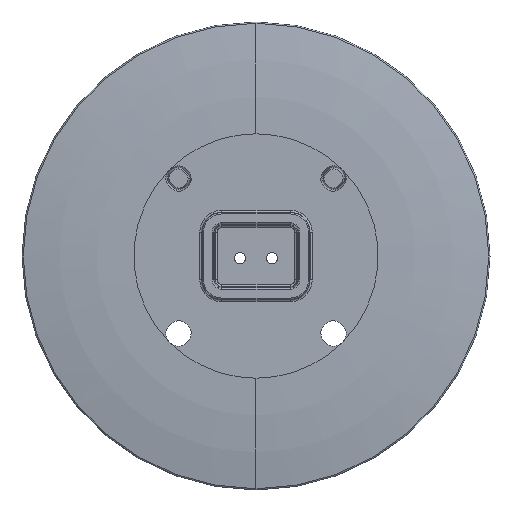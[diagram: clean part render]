
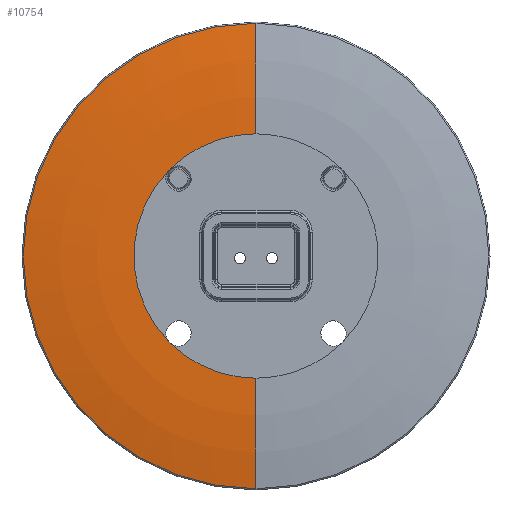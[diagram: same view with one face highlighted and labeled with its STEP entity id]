
A CAD part, front view. The second image highlights one B-rep face of the part: STEP entity #10754.
In plain terms, the highlighted toroidal (fillet/blend) face has major radius 59.664 mm and minor radius 306.636 mm.
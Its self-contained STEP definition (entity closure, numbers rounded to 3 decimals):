
#122 = AXIS2_PLACEMENT_3D ( 'NONE', #11131, #4847, #1387 ) ;
#138 = VERTEX_POINT ( 'NONE', #1464 ) ;
#414 = EDGE_CURVE ( 'NONE', #7370, #4089, #7661, .T. ) ;
#441 = CARTESIAN_POINT ( 'NONE',  ( 0., -10.027, 0. ) ) ;
#467 = EDGE_CURVE ( 'NONE', #2162, #10797, #7277, .T. ) ;
#835 = AXIS2_PLACEMENT_3D ( 'NONE', #6501, #1192, #5531 ) ;
#935 = CARTESIAN_POINT ( 'NONE',  ( -41.839, -10.027, 42.536 ) ) ;
#961 = B_SPLINE_CURVE_WITH_KNOTS ( 'NONE', 3,
 ( #10370, #1613, #8644, #7779 ),
 .UNSPECIFIED., .F., .F.,
 ( 4, 4 ),
 ( 0.006, 0.007 ),
 .UNSPECIFIED. ) ;
#1192 = DIRECTION ( 'NONE',  ( 0., -1., 0. ) ) ;
#1222 = ORIENTED_EDGE ( 'NONE', *, *, #2042, .F. ) ;
#1240 = VERTEX_POINT ( 'NONE', #2956 ) ;
#1287 = DIRECTION ( 'NONE',  ( 0., 0., 1. ) ) ;
#1372 = VERTEX_POINT ( 'NONE', #10212 ) ;
#1387 = DIRECTION ( 'NONE',  ( 0., 0., 1. ) ) ;
#1457 = CARTESIAN_POINT ( 'NONE',  ( 0., -10.027, 59.664 ) ) ;
#1464 = CARTESIAN_POINT ( 'NONE',  ( -42.536, -10.027, 41.839 ) ) ;
#1569 = CIRCLE ( 'NONE', #7261, 306.636 ) ;
#1613 = CARTESIAN_POINT ( 'NONE',  ( -42.321, -10.027, 42.091 ) ) ;
#1817 = EDGE_LOOP ( 'NONE', ( #7234, #3819, #1222, #10140, #1933, #5774, #6684, #7141, #9999 ) ) ;
#1933 = ORIENTED_EDGE ( 'NONE', *, *, #9836, .T. ) ;
#2042 = EDGE_CURVE ( 'NONE', #11157, #1372, #5570, .T. ) ;
#2043 = CARTESIAN_POINT ( 'NONE',  ( -41.839, -10.027, -42.536 ) ) ;
#2162 = VERTEX_POINT ( 'NONE', #935 ) ;
#2218 = CARTESIAN_POINT ( 'NONE',  ( -42.536, -10.027, -41.839 ) ) ;
#2504 = EDGE_CURVE ( 'NONE', #10797, #3445, #1569, .T. ) ;
#2956 = CARTESIAN_POINT ( 'NONE',  ( 0., -10.027, -59.664 ) ) ;
#3088 = CARTESIAN_POINT ( 'NONE',  ( -42.084, -10.027, -42.319 ) ) ;
#3237 = DIRECTION ( 'NONE',  ( 0., 1., 0. ) ) ;
#3238 = AXIS2_PLACEMENT_3D ( 'NONE', #441, #8238, #3959 ) ;
#3372 = CARTESIAN_POINT ( 'NONE',  ( 0., -5.241, -113.629 ) ) ;
#3445 = VERTEX_POINT ( 'NONE', #6390 ) ;
#3641 = CARTESIAN_POINT ( 'NONE',  ( 0., -5.241, 0. ) ) ;
#3803 = AXIS2_PLACEMENT_3D ( 'NONE', #4907, #7570, #5898 ) ;
#3819 = ORIENTED_EDGE ( 'NONE', *, *, #4636, .T. ) ;
#3925 = CARTESIAN_POINT ( 'NONE',  ( 0., 296.609, 0. ) ) ;
#3959 = DIRECTION ( 'NONE',  ( 0., 0., 1. ) ) ;
#4018 = CARTESIAN_POINT ( 'NONE',  ( -42.536, -10.027, -41.839 ) ) ;
#4089 = VERTEX_POINT ( 'NONE', #3372 ) ;
#4558 = DIRECTION ( 'NONE',  ( 0., -1., 0. ) ) ;
#4636 = EDGE_CURVE ( 'NONE', #1240, #1372, #8975, .T. ) ;
#4816 = CARTESIAN_POINT ( 'NONE',  ( -41.963, -10.027, -42.43 ) ) ;
#4847 = DIRECTION ( 'NONE',  ( 0., 1., 0. ) ) ;
#4907 = CARTESIAN_POINT ( 'NONE',  ( 0., 296.609, -59.664 ) ) ;
#5356 = CARTESIAN_POINT ( 'NONE',  ( 0., -10.027, 0. ) ) ;
#5531 = DIRECTION ( 'NONE',  ( -1., 0., 0. ) ) ;
#5570 = B_SPLINE_CURVE_WITH_KNOTS ( 'NONE', 3,
 ( #2218, #5691, #9194, #3088, #4816, #2043 ),
 .UNSPECIFIED., .F., .F.,
 ( 4, 2, 4 ),
 ( 0.038, 0.039, 0.039 ),
 .UNSPECIFIED. ) ;
#5610 = EDGE_CURVE ( 'NONE', #1240, #4089, #8031, .T. ) ;
#5691 = CARTESIAN_POINT ( 'NONE',  ( -42.429, -10.027, -41.964 ) ) ;
#5774 = ORIENTED_EDGE ( 'NONE', *, *, #467, .T. ) ;
#5898 = DIRECTION ( 'NONE',  ( 0., 0., -1. ) ) ;
#6390 = CARTESIAN_POINT ( 'NONE',  ( 0., -5.241, 113.629 ) ) ;
#6501 = CARTESIAN_POINT ( 'NONE',  ( 0., -5.241, 0. ) ) ;
#6684 = ORIENTED_EDGE ( 'NONE', *, *, #2504, .T. ) ;
#6796 = CIRCLE ( 'NONE', #10826, 59.664 ) ;
#7141 = ORIENTED_EDGE ( 'NONE', *, *, #10596, .T. ) ;
#7234 = ORIENTED_EDGE ( 'NONE', *, *, #5610, .F. ) ;
#7261 = AXIS2_PLACEMENT_3D ( 'NONE', #10914, #9181, #1287 ) ;
#7277 = CIRCLE ( 'NONE', #3238, 59.664 ) ;
#7337 = DIRECTION ( 'NONE',  ( -1., 0., 0. ) ) ;
#7370 = VERTEX_POINT ( 'NONE', #8926 ) ;
#7570 = DIRECTION ( 'NONE',  ( 1., 0., 0. ) ) ;
#7661 = CIRCLE ( 'NONE', #835, 113.629 ) ;
#7779 = CARTESIAN_POINT ( 'NONE',  ( -41.839, -10.027, 42.536 ) ) ;
#8031 = CIRCLE ( 'NONE', #3803, 306.636 ) ;
#8238 = DIRECTION ( 'NONE',  ( 0., 1., 0. ) ) ;
#8644 = CARTESIAN_POINT ( 'NONE',  ( -42.088, -10.027, 42.324 ) ) ;
#8756 = CIRCLE ( 'NONE', #9305, 113.629 ) ;
#8926 = CARTESIAN_POINT ( 'NONE',  ( -113.629, -5.241, 0. ) ) ;
#8935 = AXIS2_PLACEMENT_3D ( 'NONE', #3925, #3237, #11089 ) ;
#8975 = CIRCLE ( 'NONE', #122, 59.664 ) ;
#9181 = DIRECTION ( 'NONE',  ( -1., 0., 0. ) ) ;
#9194 = CARTESIAN_POINT ( 'NONE',  ( -42.318, -10.027, -42.085 ) ) ;
#9305 = AXIS2_PLACEMENT_3D ( 'NONE', #3641, #4558, #7337 ) ;
#9401 = FACE_OUTER_BOUND ( 'NONE', #1817, .T. ) ;
#9836 = EDGE_CURVE ( 'NONE', #138, #2162, #961, .T. ) ;
#9938 = EDGE_CURVE ( 'NONE', #11157, #138, #6796, .T. ) ;
#9999 = ORIENTED_EDGE ( 'NONE', *, *, #414, .T. ) ;
#10140 = ORIENTED_EDGE ( 'NONE', *, *, #9938, .T. ) ;
#10212 = CARTESIAN_POINT ( 'NONE',  ( -41.839, -10.027, -42.536 ) ) ;
#10370 = CARTESIAN_POINT ( 'NONE',  ( -42.536, -10.027, 41.839 ) ) ;
#10531 = DIRECTION ( 'NONE',  ( 0., 1., 0. ) ) ;
#10596 = EDGE_CURVE ( 'NONE', #3445, #7370, #8756, .T. ) ;
#10754 = ADVANCED_FACE ( 'NONE', ( #9401 ), #10971, .T. ) ;
#10797 = VERTEX_POINT ( 'NONE', #1457 ) ;
#10826 = AXIS2_PLACEMENT_3D ( 'NONE', #5356, #10531, #11357 ) ;
#10914 = CARTESIAN_POINT ( 'NONE',  ( 0., 296.609, 59.664 ) ) ;
#10971 = TOROIDAL_SURFACE ( 'NONE', #8935, 59.664, 306.636 ) ;
#11089 = DIRECTION ( 'NONE',  ( 0., 0., 1. ) ) ;
#11131 = CARTESIAN_POINT ( 'NONE',  ( 0., -10.027, 0. ) ) ;
#11157 = VERTEX_POINT ( 'NONE', #4018 ) ;
#11357 = DIRECTION ( 'NONE',  ( 0., 0., 1. ) ) ;
